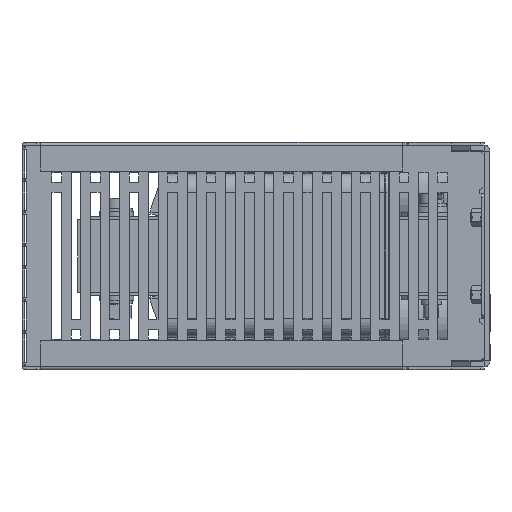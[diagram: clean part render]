
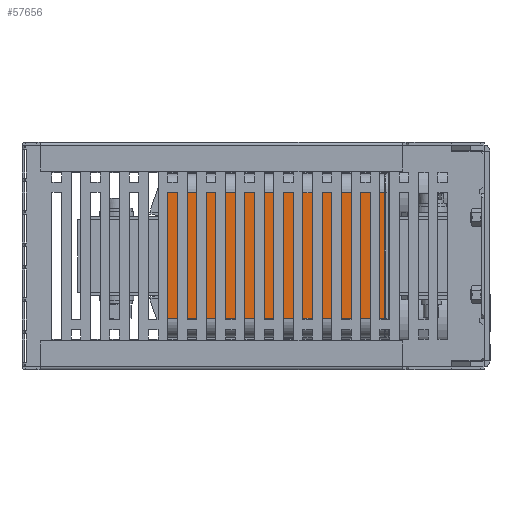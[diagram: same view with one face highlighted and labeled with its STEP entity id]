
A CAD part, left-side view. The second image highlights one B-rep face of the part: STEP entity #57656.
In plain terms, the highlighted planar face has unit normal (-1, 0, 0).
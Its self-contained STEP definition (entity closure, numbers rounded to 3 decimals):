
#987 = VERTEX_POINT ( 'NONE', #53596 ) ;
#1255 = CARTESIAN_POINT ( 'NONE',  ( 0., 114.5, -10. ) ) ;
#2253 = VERTEX_POINT ( 'NONE', #68440 ) ;
#2768 = CARTESIAN_POINT ( 'NONE',  ( 0., 0., 0. ) ) ;
#10058 = DIRECTION ( 'NONE',  ( 0., 0., -1. ) ) ;
#14394 = LINE ( 'NONE', #1255, #78287 ) ;
#17503 = ORIENTED_EDGE ( 'NONE', *, *, #93695, .T. ) ;
#19891 = LINE ( 'NONE', #28570, #59950 ) ;
#25880 = PLANE ( 'NONE',  #55250 ) ;
#28570 = CARTESIAN_POINT ( 'NONE',  ( 0., 114.5, -75. ) ) ;
#29057 = CARTESIAN_POINT ( 'NONE',  ( 0., 114.5, -10. ) ) ;
#33205 = ORIENTED_EDGE ( 'NONE', *, *, #92820, .T. ) ;
#33898 = CARTESIAN_POINT ( 'NONE',  ( 0., 114.5, 0. ) ) ;
#36473 = ORIENTED_EDGE ( 'NONE', *, *, #49728, .T. ) ;
#36624 = DIRECTION ( 'NONE',  ( 0., -1., 0. ) ) ;
#38884 = VECTOR ( 'NONE', #58807, 1000. ) ;
#45589 = CARTESIAN_POINT ( 'NONE',  ( 0., 0., -10. ) ) ;
#49728 = EDGE_CURVE ( 'NONE', #78125, #59064, #14394, .T. ) ;
#51574 = VECTOR ( 'NONE', #82383, 1000. ) ;
#53596 = CARTESIAN_POINT ( 'NONE',  ( 0., 114.5, -75. ) ) ;
#55250 = AXIS2_PLACEMENT_3D ( 'NONE', #33898, #58036, #10058 ) ;
#56934 = DIRECTION ( 'NONE',  ( 0., 1., 0. ) ) ;
#57634 = LINE ( 'NONE', #2768, #38884 ) ;
#57656 = ADVANCED_FACE ( 'NONE', ( #101622 ), #25880, .F. ) ;
#58036 = DIRECTION ( 'NONE',  ( 1., 0., 0. ) ) ;
#58807 = DIRECTION ( 'NONE',  ( 0., 0., 1. ) ) ;
#59064 = VERTEX_POINT ( 'NONE', #29057 ) ;
#59950 = VECTOR ( 'NONE', #36624, 1000. ) ;
#66256 = CARTESIAN_POINT ( 'NONE',  ( 0., 114.5, 0. ) ) ;
#68440 = CARTESIAN_POINT ( 'NONE',  ( 0., 0., -75. ) ) ;
#72846 = LINE ( 'NONE', #66256, #51574 ) ;
#77478 = EDGE_LOOP ( 'NONE', ( #98246, #17503, #33205, #36473 ) ) ;
#78125 = VERTEX_POINT ( 'NONE', #45589 ) ;
#78287 = VECTOR ( 'NONE', #56934, 1000. ) ;
#82383 = DIRECTION ( 'NONE',  ( 0., 0., 1. ) ) ;
#89157 = EDGE_CURVE ( 'NONE', #987, #59064, #72846, .T. ) ;
#92820 = EDGE_CURVE ( 'NONE', #2253, #78125, #57634, .T. ) ;
#93695 = EDGE_CURVE ( 'NONE', #987, #2253, #19891, .T. ) ;
#98246 = ORIENTED_EDGE ( 'NONE', *, *, #89157, .F. ) ;
#101622 = FACE_OUTER_BOUND ( 'NONE', #77478, .T. ) ;
